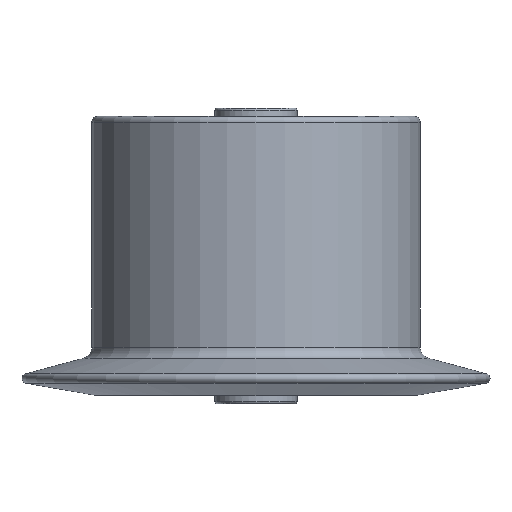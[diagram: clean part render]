
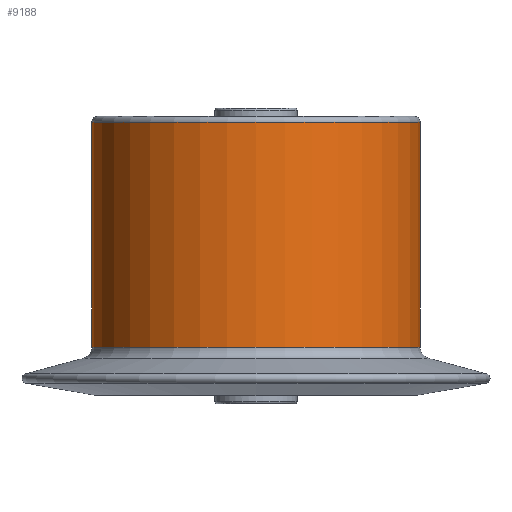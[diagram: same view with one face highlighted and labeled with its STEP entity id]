
A CAD part, front view. The second image highlights one B-rep face of the part: STEP entity #9188.
In plain terms, the highlighted cylindrical face has radius 14 mm (diameter 28 mm), a partial arc.
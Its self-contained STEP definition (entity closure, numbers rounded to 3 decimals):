
#83 = CARTESIAN_POINT ( 'NONE',  ( -14., 0., 11.9 ) ) ;
#690 = CARTESIAN_POINT ( 'NONE',  ( 0., 0., 11.4 ) ) ;
#1500 = LINE ( 'NONE', #83, #4622 ) ;
#1706 = EDGE_CURVE ( 'NONE', #3138, #2315, #1500, .T. ) ;
#1719 = AXIS2_PLACEMENT_3D ( 'NONE', #11154, #3211, #12487 ) ;
#1999 = AXIS2_PLACEMENT_3D ( 'NONE', #690, #9967, #2021 ) ;
#2021 = DIRECTION ( 'NONE',  ( 1., 0., 0. ) ) ;
#2315 = VERTEX_POINT ( 'NONE', #8339 ) ;
#3138 = VERTEX_POINT ( 'NONE', #15613 ) ;
#3211 = DIRECTION ( 'NONE',  ( 0., 0., 1. ) ) ;
#4622 = VECTOR ( 'NONE', #8009, 1000. ) ;
#5271 = ORIENTED_EDGE ( 'NONE', *, *, #11499, .T. ) ;
#5444 = CARTESIAN_POINT ( 'NONE',  ( 14., 0., -7.769 ) ) ;
#5522 = CARTESIAN_POINT ( 'NONE',  ( 0., 0., 11.9 ) ) ;
#6428 = CYLINDRICAL_SURFACE ( 'NONE', #7630, 14. ) ;
#6656 = DIRECTION ( 'NONE',  ( 0., 0., -1. ) ) ;
#6712 = CARTESIAN_POINT ( 'NONE',  ( 14., 0., 11.9 ) ) ;
#7630 = AXIS2_PLACEMENT_3D ( 'NONE', #5522, #9428, #13321 ) ;
#8009 = DIRECTION ( 'NONE',  ( 0., 0., -1. ) ) ;
#8339 = CARTESIAN_POINT ( 'NONE',  ( -14., 0., -7.769 ) ) ;
#8557 = LINE ( 'NONE', #6712, #16403 ) ;
#8940 = CIRCLE ( 'NONE', #1719, 14. ) ;
#9085 = ORIENTED_EDGE ( 'NONE', *, *, #15634, .T. ) ;
#9188 = ADVANCED_FACE ( 'NONE', ( #16957 ), #6428, .T. ) ;
#9428 = DIRECTION ( 'NONE',  ( 0., 0., -1. ) ) ;
#9967 = DIRECTION ( 'NONE',  ( 0., 0., -1. ) ) ;
#10770 = ORIENTED_EDGE ( 'NONE', *, *, #1706, .T. ) ;
#11154 = CARTESIAN_POINT ( 'NONE',  ( 0., 0., -7.769 ) ) ;
#11499 = EDGE_CURVE ( 'NONE', #13165, #3138, #12174, .T. ) ;
#11619 = CARTESIAN_POINT ( 'NONE',  ( 14., 0., 11.4 ) ) ;
#12174 = CIRCLE ( 'NONE', #1999, 14. ) ;
#12400 = EDGE_LOOP ( 'NONE', ( #14905, #5271, #10770, #9085 ) ) ;
#12487 = DIRECTION ( 'NONE',  ( -1., 0., 0. ) ) ;
#13165 = VERTEX_POINT ( 'NONE', #11619 ) ;
#13321 = DIRECTION ( 'NONE',  ( -1., 0., 0. ) ) ;
#13757 = EDGE_CURVE ( 'NONE', #13165, #13776, #8557, .T. ) ;
#13776 = VERTEX_POINT ( 'NONE', #5444 ) ;
#14905 = ORIENTED_EDGE ( 'NONE', *, *, #13757, .F. ) ;
#15613 = CARTESIAN_POINT ( 'NONE',  ( -14., 0., 11.4 ) ) ;
#15634 = EDGE_CURVE ( 'NONE', #2315, #13776, #8940, .T. ) ;
#16403 = VECTOR ( 'NONE', #6656, 1000. ) ;
#16957 = FACE_OUTER_BOUND ( 'NONE', #12400, .T. ) ;
